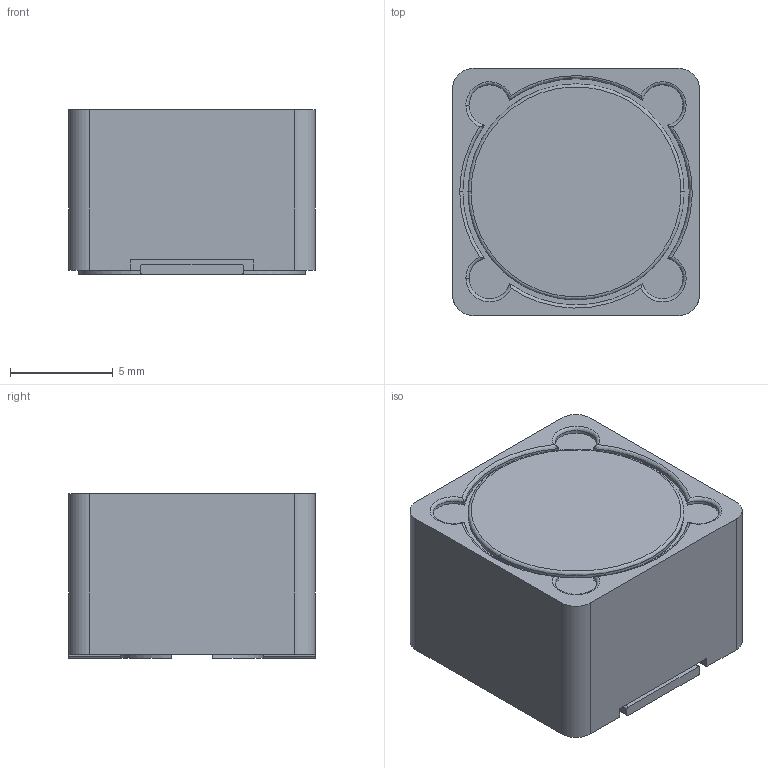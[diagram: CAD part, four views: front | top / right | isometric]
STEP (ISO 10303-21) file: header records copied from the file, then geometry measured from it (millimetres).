
FILE_DESCRIPTION (( 'STEP AP214' ), '1' );
FILE_NAME ('ABA97339-AA7A-400E-9567-73E613794C9B.STEP', '2022-10-15T07:46:37', ( '' ), ( '' ), 'SwSTEP 2.0', 'SolidWorks 2022', '' );
FILE_SCHEMA (( 'AUTOMOTIVE_DESIGN' ));
Length unit declared in the file: millimetre
Products named in the file (1): ABA97339-AA7A-400E-9567-73E613794C9B
Bounding box: 12 x 12 x 8 mm (x, y, z)
Volume: 1112.6 mm3; surface area: 775.6 mm2
Topology: 1 solids, 2 shells, 93 faces, 251 edges, 164 vertices
Faces by surface type: cylinder 42, plane 38, bspline 13
Entity records: 4431 total; most frequent: CARTESIAN_POINT 1105, ORIENTED_EDGE 502, DIRECTION 476, EDGE_CURVE 251, AXIS2_PLACEMENT_3D 169, VERTEX_POINT 164, VECTOR 138, LINE 138
